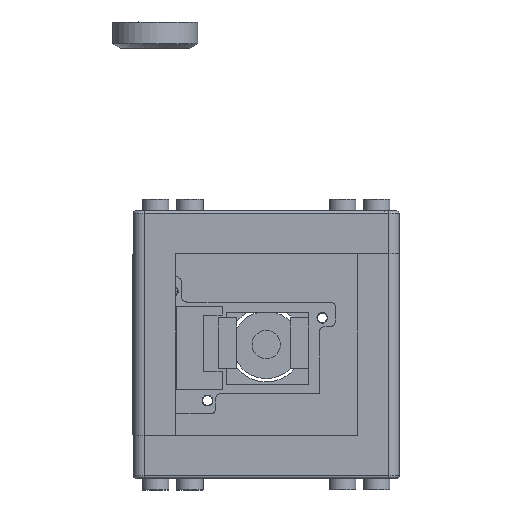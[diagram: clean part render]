
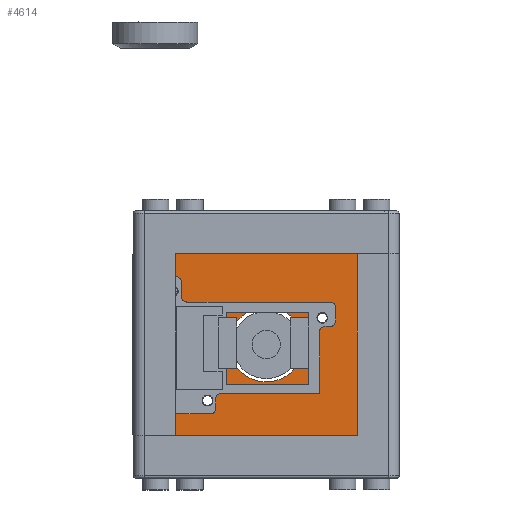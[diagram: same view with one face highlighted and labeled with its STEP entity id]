
A CAD part, left-side view. The second image highlights one B-rep face of the part: STEP entity #4614.
In plain terms, the highlighted face is planar.
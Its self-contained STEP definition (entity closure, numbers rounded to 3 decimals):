
#226=FACE_BOUND('',#907,.T.);
#227=FACE_BOUND('',#908,.T.);
#228=FACE_BOUND('',#909,.T.);
#229=FACE_BOUND('',#910,.T.);
#381=CIRCLE('',#5219,0.9);
#383=CIRCLE('',#5222,0.9);
#385=CIRCLE('',#5225,0.9);
#387=CIRCLE('',#5228,7.);
#603=FACE_OUTER_BOUND('',#906,.T.);
#906=EDGE_LOOP('',(#3831,#3832,#3833,#3834,#3835,#3836,#3837,#3838,#3839,
#3840,#3841,#3842,#3843,#3844,#3845,#3846));
#907=EDGE_LOOP('',(#3847));
#908=EDGE_LOOP('',(#3848));
#909=EDGE_LOOP('',(#3849));
#910=EDGE_LOOP('',(#3850));
#1273=LINE('',#7651,#1734);
#1277=LINE('',#7658,#1738);
#1280=LINE('',#7664,#1741);
#1283=LINE('',#7672,#1744);
#1286=LINE('',#7678,#1747);
#1290=LINE('',#7685,#1751);
#1293=LINE('',#7693,#1754);
#1297=LINE('',#7700,#1758);
#1300=LINE('',#7706,#1761);
#1303=LINE('',#7714,#1764);
#1306=LINE('',#7720,#1767);
#1310=LINE('',#7727,#1771);
#1312=LINE('',#7730,#1773);
#1314=LINE('',#7733,#1775);
#1315=LINE('',#7735,#1776);
#1316=LINE('',#7736,#1777);
#1734=VECTOR('',#6263,10.);
#1738=VECTOR('',#6269,10.);
#1741=VECTOR('',#6274,10.);
#1744=VECTOR('',#6279,10.);
#1747=VECTOR('',#6284,10.);
#1751=VECTOR('',#6290,10.);
#1754=VECTOR('',#6295,10.);
#1758=VECTOR('',#6301,10.);
#1761=VECTOR('',#6306,10.);
#1764=VECTOR('',#6311,10.);
#1767=VECTOR('',#6316,10.);
#1771=VECTOR('',#6322,10.);
#1773=VECTOR('',#6326,10.);
#1775=VECTOR('',#6330,10.);
#1776=VECTOR('',#6333,10.);
#1777=VECTOR('',#6334,10.);
#2190=VERTEX_POINT('',#7623);
#2192=VERTEX_POINT('',#7629);
#2194=VERTEX_POINT('',#7635);
#2196=VERTEX_POINT('',#7641);
#2199=VERTEX_POINT('',#7648);
#2200=VERTEX_POINT('',#7650);
#2202=VERTEX_POINT('',#7656);
#2204=VERTEX_POINT('',#7662);
#2207=VERTEX_POINT('',#7669);
#2208=VERTEX_POINT('',#7671);
#2210=VERTEX_POINT('',#7677);
#2212=VERTEX_POINT('',#7683);
#2215=VERTEX_POINT('',#7690);
#2216=VERTEX_POINT('',#7692);
#2218=VERTEX_POINT('',#7698);
#2220=VERTEX_POINT('',#7704);
#2223=VERTEX_POINT('',#7711);
#2224=VERTEX_POINT('',#7713);
#2226=VERTEX_POINT('',#7719);
#2228=VERTEX_POINT('',#7725);
#2742=EDGE_CURVE('',#2190,#2190,#381,.T.);
#2745=EDGE_CURVE('',#2192,#2192,#383,.T.);
#2748=EDGE_CURVE('',#2194,#2194,#385,.T.);
#2751=EDGE_CURVE('',#2196,#2196,#387,.T.);
#2754=EDGE_CURVE('',#2199,#2200,#1273,.T.);
#2758=EDGE_CURVE('',#2202,#2199,#1277,.T.);
#2761=EDGE_CURVE('',#2204,#2202,#1280,.T.);
#2764=EDGE_CURVE('',#2208,#2207,#1283,.T.);
#2767=EDGE_CURVE('',#2210,#2208,#1286,.T.);
#2771=EDGE_CURVE('',#2207,#2212,#1290,.T.);
#2774=EDGE_CURVE('',#2216,#2215,#1293,.T.);
#2778=EDGE_CURVE('',#2215,#2218,#1297,.T.);
#2781=EDGE_CURVE('',#2218,#2220,#1300,.T.);
#2784=EDGE_CURVE('',#2224,#2223,#1303,.T.);
#2787=EDGE_CURVE('',#2226,#2224,#1306,.T.);
#2791=EDGE_CURVE('',#2223,#2228,#1310,.T.);
#2793=EDGE_CURVE('',#2220,#2200,#1312,.T.);
#2795=EDGE_CURVE('',#2228,#2216,#1314,.T.);
#2796=EDGE_CURVE('',#2212,#2226,#1315,.T.);
#2797=EDGE_CURVE('',#2210,#2204,#1316,.T.);
#3831=ORIENTED_EDGE('',*,*,#2796,.T.);
#3832=ORIENTED_EDGE('',*,*,#2787,.T.);
#3833=ORIENTED_EDGE('',*,*,#2784,.T.);
#3834=ORIENTED_EDGE('',*,*,#2791,.T.);
#3835=ORIENTED_EDGE('',*,*,#2795,.T.);
#3836=ORIENTED_EDGE('',*,*,#2774,.T.);
#3837=ORIENTED_EDGE('',*,*,#2778,.T.);
#3838=ORIENTED_EDGE('',*,*,#2781,.T.);
#3839=ORIENTED_EDGE('',*,*,#2793,.T.);
#3840=ORIENTED_EDGE('',*,*,#2754,.F.);
#3841=ORIENTED_EDGE('',*,*,#2758,.F.);
#3842=ORIENTED_EDGE('',*,*,#2761,.F.);
#3843=ORIENTED_EDGE('',*,*,#2797,.F.);
#3844=ORIENTED_EDGE('',*,*,#2767,.T.);
#3845=ORIENTED_EDGE('',*,*,#2764,.T.);
#3846=ORIENTED_EDGE('',*,*,#2771,.T.);
#3847=ORIENTED_EDGE('',*,*,#2742,.T.);
#3848=ORIENTED_EDGE('',*,*,#2745,.T.);
#3849=ORIENTED_EDGE('',*,*,#2748,.T.);
#3850=ORIENTED_EDGE('',*,*,#2751,.T.);
#4366=PLANE('',#5243);
#4614=ADVANCED_FACE('',(#603,#226,#227,#228,#229),#4366,.T.);
#5219=AXIS2_PLACEMENT_3D('',#7625,#6236,#6237);
#5222=AXIS2_PLACEMENT_3D('',#7631,#6243,#6244);
#5225=AXIS2_PLACEMENT_3D('',#7637,#6250,#6251);
#5228=AXIS2_PLACEMENT_3D('',#7643,#6257,#6258);
#5243=AXIS2_PLACEMENT_3D('',#7734,#6331,#6332);
#6236=DIRECTION('center_axis',(0.,0.,-1.));
#6237=DIRECTION('ref_axis',(-1.,0.,0.));
#6243=DIRECTION('center_axis',(0.,0.,-1.));
#6244=DIRECTION('ref_axis',(-1.,0.,0.));
#6250=DIRECTION('center_axis',(0.,0.,-1.));
#6251=DIRECTION('ref_axis',(-1.,0.,0.));
#6257=DIRECTION('center_axis',(0.,0.,-1.));
#6258=DIRECTION('ref_axis',(-1.,0.,0.));
#6263=DIRECTION('',(-1.,0.,0.));
#6269=DIRECTION('',(-0.707,0.707,0.));
#6274=DIRECTION('',(0.,1.,0.));
#6279=DIRECTION('',(0.707,0.707,0.));
#6284=DIRECTION('',(0.,1.,0.));
#6290=DIRECTION('',(1.,0.,0.));
#6295=DIRECTION('',(0.,-1.,0.));
#6301=DIRECTION('',(-0.707,-0.707,0.));
#6306=DIRECTION('',(-1.,0.,0.));
#6311=DIRECTION('',(-0.707,0.707,0.));
#6316=DIRECTION('',(-1.,0.,0.));
#6322=DIRECTION('',(0.,1.,0.));
#6326=DIRECTION('',(0.,-1.,0.));
#6330=DIRECTION('',(-1.,0.,0.));
#6331=DIRECTION('center_axis',(0.,0.,1.));
#6332=DIRECTION('ref_axis',(1.,0.,0.));
#6333=DIRECTION('',(0.,1.,0.));
#6334=DIRECTION('',(-1.,0.,0.));
#7623=CARTESIAN_POINT('',(-37.53,30.93,20.));
#7625=CARTESIAN_POINT('Origin',(-38.43,30.93,20.));
#7629=CARTESIAN_POINT('',(-9.53,25.93,20.));
#7631=CARTESIAN_POINT('Origin',(-10.43,25.93,20.));
#7635=CARTESIAN_POINT('',(-31.03,10.43,20.));
#7637=CARTESIAN_POINT('Origin',(-31.93,10.43,20.));
#7641=CARTESIAN_POINT('',(-13.93,20.93,20.));
#7643=CARTESIAN_POINT('Origin',(-20.93,20.93,20.));
#7648=CARTESIAN_POINT('',(-42.255,3.93,20.));
#7650=CARTESIAN_POINT('',(-45.83,3.93,20.));
#7651=CARTESIAN_POINT('',(-42.255,3.93,20.));
#7656=CARTESIAN_POINT('',(-37.93,-0.395,20.));
#7658=CARTESIAN_POINT('',(-37.93,-0.395,20.));
#7662=CARTESIAN_POINT('',(-37.93,-3.97,20.));
#7664=CARTESIAN_POINT('',(-37.93,-4.17,20.));
#7669=CARTESIAN_POINT('',(0.395,3.93,20.));
#7671=CARTESIAN_POINT('',(-3.971,-0.437,20.));
#7672=CARTESIAN_POINT('',(-3.971,-0.437,20.));
#7677=CARTESIAN_POINT('',(-3.971,-3.97,20.));
#7678=CARTESIAN_POINT('',(-3.971,-4.17,20.));
#7683=CARTESIAN_POINT('',(3.97,3.93,20.));
#7685=CARTESIAN_POINT('',(0.395,3.93,20.));
#7690=CARTESIAN_POINT('',(-37.93,42.255,20.));
#7692=CARTESIAN_POINT('',(-37.93,45.83,20.));
#7693=CARTESIAN_POINT('',(-37.93,46.03,20.));
#7698=CARTESIAN_POINT('',(-42.255,37.93,20.));
#7700=CARTESIAN_POINT('',(-37.93,42.255,20.));
#7704=CARTESIAN_POINT('',(-45.83,37.93,20.));
#7706=CARTESIAN_POINT('',(-42.255,37.93,20.));
#7711=CARTESIAN_POINT('',(-3.93,42.255,20.));
#7713=CARTESIAN_POINT('',(0.395,37.93,20.));
#7714=CARTESIAN_POINT('',(0.395,37.93,20.));
#7719=CARTESIAN_POINT('',(3.97,37.93,20.));
#7720=CARTESIAN_POINT('',(4.17,37.93,20.));
#7725=CARTESIAN_POINT('',(-3.93,45.83,20.));
#7727=CARTESIAN_POINT('',(-3.93,42.255,20.));
#7730=CARTESIAN_POINT('',(-45.83,37.93,20.));
#7733=CARTESIAN_POINT('',(-3.93,45.83,20.));
#7734=CARTESIAN_POINT('Origin',(2.141,20.93,20.));
#7735=CARTESIAN_POINT('',(3.97,3.93,20.));
#7736=CARTESIAN_POINT('',(-37.73,-3.97,20.));
